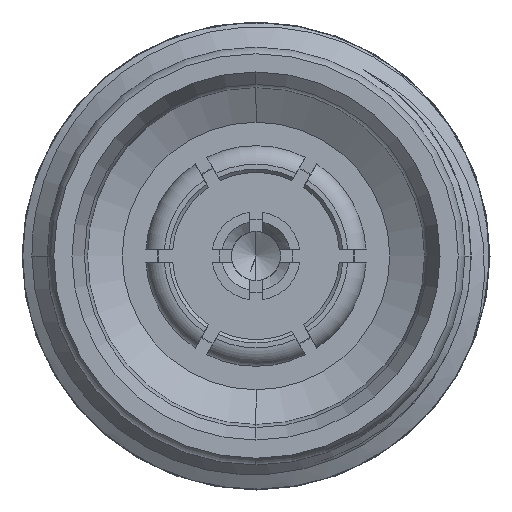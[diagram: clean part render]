
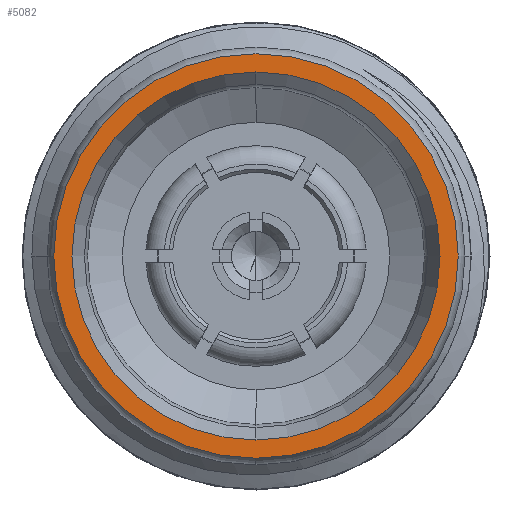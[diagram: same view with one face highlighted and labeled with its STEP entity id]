
A CAD part, left-side view. The second image highlights one B-rep face of the part: STEP entity #5082.
In plain terms, the highlighted planar face has unit normal (-1, 0, 0).
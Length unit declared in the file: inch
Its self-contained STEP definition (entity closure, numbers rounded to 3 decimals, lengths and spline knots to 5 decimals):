
#1173=CARTESIAN_POINT('',(-0.50434,0.,0.));
#1174=DIRECTION('',(-1.,0.,0.));
#1175=DIRECTION('',(0.,0.,-1.));
#1176=AXIS2_PLACEMENT_3D('',#1173,#1174,#1175);
#1203=CARTESIAN_POINT('',(-0.50434,0.,0.));
#1204=DIRECTION('',(1.,0.,0.));
#1205=DIRECTION('',(0.,0.,-1.));
#1206=AXIS2_PLACEMENT_3D('',#1203,#1204,#1205);
#1208=CARTESIAN_POINT('',(-0.50434,0.,0.));
#1209=DIRECTION('',(-1.,0.,0.));
#1210=DIRECTION('',(0.,0.,1.));
#1211=AXIS2_PLACEMENT_3D('',#1208,#1209,#1210);
#1213=CARTESIAN_POINT('',(-0.50434,0.,0.));
#1214=DIRECTION('',(-1.,0.,0.));
#1215=DIRECTION('',(0.,0.,-1.));
#1216=AXIS2_PLACEMENT_3D('',#1213,#1214,#1215);
#3285=CARTESIAN_POINT('',(-0.50434,0.,0.21678));
#3286=CARTESIAN_POINT('',(-0.50434,0.,-0.21678));
#3287=VERTEX_POINT('',#3285);
#3288=VERTEX_POINT('',#3286);
#3307=CARTESIAN_POINT('',(-0.50434,0.,-0.23819));
#3308=CARTESIAN_POINT('',(-0.50434,0.23819,
0.));
#3309=VERTEX_POINT('',#3307);
#3310=VERTEX_POINT('',#3308);
#5067=CARTESIAN_POINT('',(-0.50434,0.,0.));
#5068=DIRECTION('',(-1.,0.,0.));
#5069=DIRECTION('',(0.,1.,0.));
#5070=AXIS2_PLACEMENT_3D('',#5067,#5068,#5069);
#5071=PLANE('',#5070);
#5072=ORIENTED_EDGE('',*,*,#5033,.F.);
#5073=ORIENTED_EDGE('',*,*,#5061,.T.);
#5074=EDGE_LOOP('',(#5072,#5073));
#5075=FACE_OUTER_BOUND('',#5074,.F.);
#5077=ORIENTED_EDGE('',*,*,#5076,.T.);
#5079=ORIENTED_EDGE('',*,*,#5078,.T.);
#5080=EDGE_LOOP('',(#5077,#5079));
#5081=FACE_BOUND('',#5080,.F.);
#5082=ADVANCED_FACE('',(#5075,#5081),#5071,.T.);
#1177=CIRCLE('',#1176,0.23819);
#1207=CIRCLE('',#1206,0.23819);
#1212=CIRCLE('',#1211,0.21678);
#1217=CIRCLE('',#1216,0.21678);
#5033=EDGE_CURVE('',#3309,#3310,#1177,.T.);
#5061=EDGE_CURVE('',#3309,#3310,#1207,.T.);
#5076=EDGE_CURVE('',#3287,#3288,#1212,.T.);
#5078=EDGE_CURVE('',#3288,#3287,#1217,.T.);
